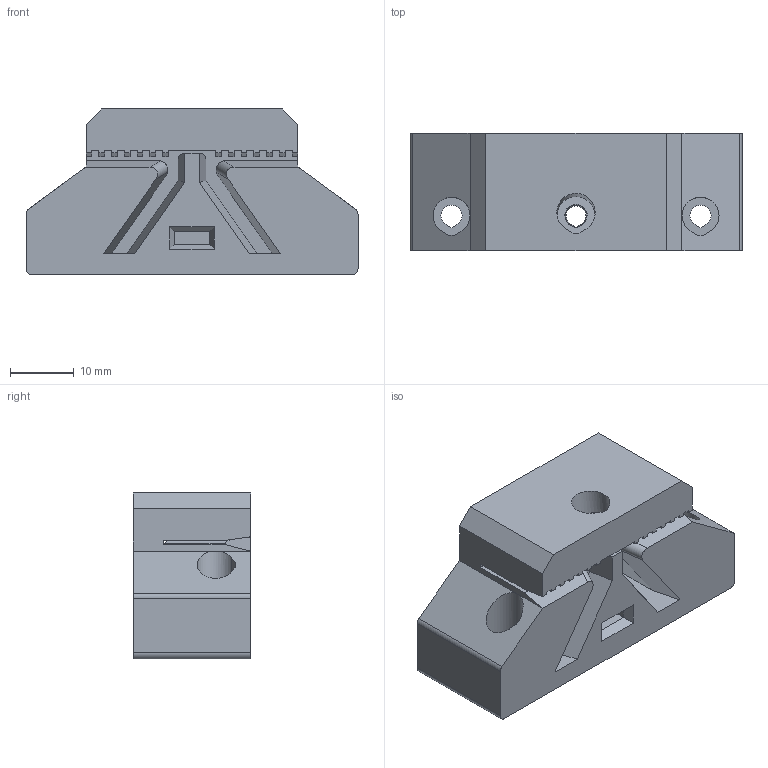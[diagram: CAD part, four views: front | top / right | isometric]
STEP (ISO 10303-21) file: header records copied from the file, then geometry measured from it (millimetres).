
FILE_DESCRIPTION(/* description */ (''),/* implementation_level */ '2;1');
FILE_NAME(/* name */ 'y_belt_holder_9mm_belt_bear2.1_mk3-3s.step',/* time_stamp */ '2019-09-11T16:20:29+02:00',/* author */ (''),/* organization */ (''),/* preprocessor_version */ 'ST-DEVELOPER v18',/* originating_system */ 'Autodesk Translation Framework v8.6.0.1094',/* authorisation */ '');
FILE_SCHEMA (('AUTOMOTIVE_DESIGN { 1 0 10303 214 3 1 1 }'));
Length unit declared in the file: millimetre
Products named in the file (1): y_belt_holder_9mm_belt_bear2.1_mk3-3s
Bounding box: 52 x 18.4 x 26 mm (x, y, z)
Volume: 17705.1 mm3; surface area: 7815.7 mm2
Topology: 1 solids, 8 shells, 211 faces, 564 edges, 366 vertices
Faces by surface type: plane 181, cylinder 26, torus 3, cone 1
Entity records: 6490 total; most frequent: CARTESIAN_POINT 1185, ORIENTED_EDGE 1112, DIRECTION 1031, EDGE_CURVE 556, LINE 497, VECTOR 497, VERTEX_POINT 362, AXIS2_PLACEMENT_3D 267
